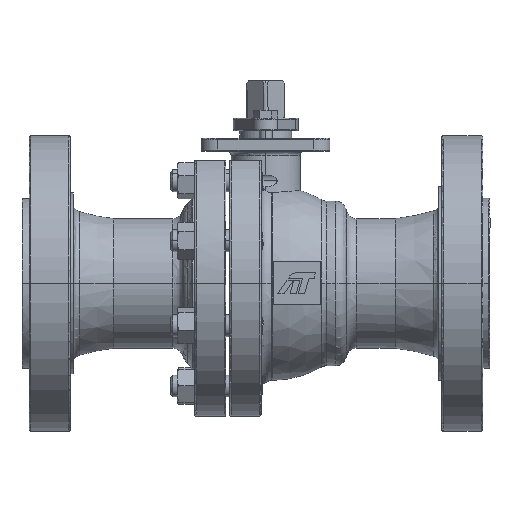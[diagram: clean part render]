
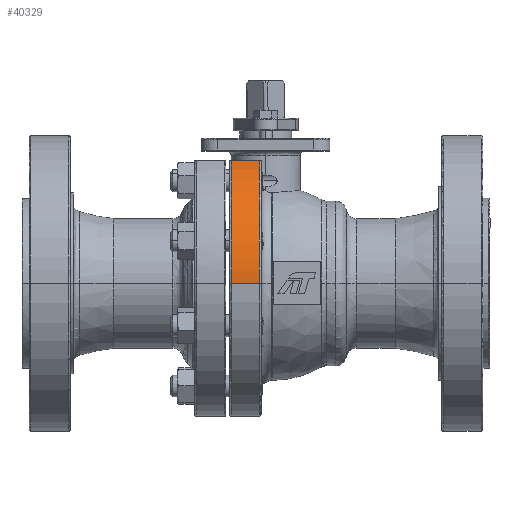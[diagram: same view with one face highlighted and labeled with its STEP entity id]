
A CAD part, top view. The second image highlights one B-rep face of the part: STEP entity #40329.
In plain terms, the highlighted cylindrical face has radius 122.5 mm (diameter 245 mm), a partial arc.
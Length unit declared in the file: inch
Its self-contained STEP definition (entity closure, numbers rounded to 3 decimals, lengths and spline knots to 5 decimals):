
#789 = CARTESIAN_POINT ( 'NONE',  ( -0.22835, 4.45472, 1.84802 ) ) ;
#1002 = AXIS2_PLACEMENT_3D ( 'NONE', #9449, #45188, #37428 ) ;
#1062 = CARTESIAN_POINT ( 'NONE',  ( -1.25197, 0., 4.82283 ) ) ;
#1227 = EDGE_CURVE ( 'NONE', #31714, #11693, #45860, .T. ) ;
#1258 = CARTESIAN_POINT ( 'NONE',  ( -0.22835, 1.62583, 4.54669 ) ) ;
#3382 = CARTESIAN_POINT ( 'NONE',  ( -1.25197, 3.06223, 3.73343 ) ) ;
#3903 = CARTESIAN_POINT ( 'NONE',  ( -0.56955, 0., 4.82283 ) ) ;
#5015 = CARTESIAN_POINT ( 'NONE',  ( -0.91076, 4.45472, 1.84802 ) ) ;
#5030 = CARTESIAN_POINT ( 'NONE',  ( -0.22835, 3.06223, 3.73343 ) ) ;
#5907 = CARTESIAN_POINT ( 'NONE',  ( -1.25197, 4.45472, 1.84802 ) ) ;
#6207 = CARTESIAN_POINT ( 'NONE',  ( -1.25197, 0.23663, 4.82283 ) ) ;
#7828 = B_SPLINE_CURVE_WITH_KNOTS ( 'NONE', 3,
 ( #22823, #30141, #44961, #12037, #22602, #8758, #19503, #5030, #26823, #19738, #41176, #23280, #1258, #12719, #37655, #15561, #27063, #41412 ),
 .UNSPECIFIED., .F., .F.,
 ( 4, 2, 2, 2, 2, 2, 2, 2, 4 ),
 ( 0., 0.125, 0.25, 0.375, 0.5, 0.625, 0.75, 0.875, 1. ),
 .UNSPECIFIED. ) ;
#8758 = CARTESIAN_POINT ( 'NONE',  ( -0.22835, 3.57667, 3.24394 ) ) ;
#9449 = CARTESIAN_POINT ( 'NONE',  ( 0., 0., 0. ) ) ;
#9947 = CARTESIAN_POINT ( 'NONE',  ( -1.25197, 0.94141, 4.73598 ) ) ;
#9981 = ORIENTED_EDGE ( 'NONE', *, *, #23555, .F. ) ;
#11693 = VERTEX_POINT ( 'NONE', #5907 ) ;
#12037 = CARTESIAN_POINT ( 'NONE',  ( -0.22835, 4.01377, 2.68429 ) ) ;
#12719 = CARTESIAN_POINT ( 'NONE',  ( -0.22835, 1.17292, 4.68401 ) ) ;
#12952 = CYLINDRICAL_SURFACE ( 'NONE', #1002, 4.82283 ) ;
#13214 = CARTESIAN_POINT ( 'NONE',  ( -1.25197, 1.62583, 4.54669 ) ) ;
#13445 = CARTESIAN_POINT ( 'NONE',  ( -1.25197, 2.27508, 4.25908 ) ) ;
#13679 = CARTESIAN_POINT ( 'NONE',  ( -1.25197, 4.01377, 2.68429 ) ) ;
#14696 = CARTESIAN_POINT ( 'NONE',  ( -0.22835, 4.45472, 1.84802 ) ) ;
#15561 = CARTESIAN_POINT ( 'NONE',  ( -0.22835, 0.47326, 4.80539 ) ) ;
#16973 = CARTESIAN_POINT ( 'NONE',  ( -1.25197, 4.36405, 2.06659 ) ) ;
#17660 = CARTESIAN_POINT ( 'NONE',  ( -1.25197, 0.47326, 4.80539 ) ) ;
#18147 = VERTEX_POINT ( 'NONE', #30453 ) ;
#19503 = CARTESIAN_POINT ( 'NONE',  ( -0.22835, 3.413, 3.41572 ) ) ;
#19738 = CARTESIAN_POINT ( 'NONE',  ( -0.22835, 2.48156, 4.14217 ) ) ;
#20407 = EDGE_CURVE ( 'NONE', #11693, #18147, #39723, .T. ) ;
#20692 = CARTESIAN_POINT ( 'NONE',  ( -1.25197, 4.25726, 2.27847 ) ) ;
#22351 = CARTESIAN_POINT ( 'NONE',  ( -1.25197, 4.45472, 1.84802 ) ) ;
#22602 = CARTESIAN_POINT ( 'NONE',  ( -0.22835, 3.87706, 2.87822 ) ) ;
#22823 = CARTESIAN_POINT ( 'NONE',  ( -0.22835, 4.45472, 1.84802 ) ) ;
#23280 = CARTESIAN_POINT ( 'NONE',  ( -0.22835, 1.84721, 4.46134 ) ) ;
#23555 = EDGE_CURVE ( 'NONE', #31714, #30709, #7828, .T. ) ;
#23768 = CARTESIAN_POINT ( 'NONE',  ( -1.25197, 1.17292, 4.68401 ) ) ;
#24472 = CARTESIAN_POINT ( 'NONE',  ( -1.25197, 4.45472, 1.84802 ) ) ;
#24716 = CARTESIAN_POINT ( 'NONE',  ( -1.25197, 1.84721, 4.46134 ) ) ;
#24918 = EDGE_LOOP ( 'NONE', ( #45429, #46317, #39919, #9981 ) ) ;
#26805 = CARTESIAN_POINT ( 'NONE',  ( -0.56955, 4.45472, 1.84802 ) ) ;
#26823 = CARTESIAN_POINT ( 'NONE',  ( -0.22835, 2.87513, 3.87935 ) ) ;
#27063 = CARTESIAN_POINT ( 'NONE',  ( -0.22835, 0.23663, 4.82283 ) ) ;
#27409 = B_SPLINE_CURVE_WITH_KNOTS ( 'NONE', 3,
 ( #37015, #3903, #33275, #1062 ),
 .UNSPECIFIED., .F., .F.,
 ( 4, 4 ),
 ( 0., 1. ),
 .UNSPECIFIED. ) ;
#28025 = CARTESIAN_POINT ( 'NONE',  ( -1.25197, 3.87706, 2.87822 ) ) ;
#28230 = CARTESIAN_POINT ( 'NONE',  ( -0.22835, 0., 4.82283 ) ) ;
#28257 = CARTESIAN_POINT ( 'NONE',  ( -1.25197, 3.413, 3.41572 ) ) ;
#30141 = CARTESIAN_POINT ( 'NONE',  ( -0.22835, 4.36405, 2.06659 ) ) ;
#30453 = CARTESIAN_POINT ( 'NONE',  ( -1.25197, 0., 4.82283 ) ) ;
#30709 = VERTEX_POINT ( 'NONE', #28230 ) ;
#31714 = VERTEX_POINT ( 'NONE', #14696 ) ;
#32049 = CARTESIAN_POINT ( 'NONE',  ( -1.25197, 0., 4.82283 ) ) ;
#32531 = EDGE_CURVE ( 'NONE', #30709, #18147, #27409, .T. ) ;
#33275 = CARTESIAN_POINT ( 'NONE',  ( -0.91076, 0., 4.82283 ) ) ;
#34651 = CARTESIAN_POINT ( 'NONE',  ( -1.25197, 2.87513, 3.87935 ) ) ;
#37015 = CARTESIAN_POINT ( 'NONE',  ( -0.22835, 0., 4.82283 ) ) ;
#37428 = DIRECTION ( 'NONE',  ( 0., 0., 1. ) ) ;
#37655 = CARTESIAN_POINT ( 'NONE',  ( -0.22835, 0.94141, 4.73598 ) ) ;
#38388 = CARTESIAN_POINT ( 'NONE',  ( -1.25197, 2.48156, 4.14217 ) ) ;
#38857 = CARTESIAN_POINT ( 'NONE',  ( -1.25197, 3.57667, 3.24394 ) ) ;
#39723 = B_SPLINE_CURVE_WITH_KNOTS ( 'NONE', 3,
 ( #24472, #16973, #20692, #13679, #28025, #38857, #28257, #3382, #34651, #38388, #13445, #24716, #13214, #23768, #9947, #17660, #6207, #32049 ),
 .UNSPECIFIED., .F., .F.,
 ( 4, 2, 2, 2, 2, 2, 2, 2, 4 ),
 ( 0., 0.125, 0.25, 0.375, 0.5, 0.625, 0.75, 0.875, 1. ),
 .UNSPECIFIED. ) ;
#39919 = ORIENTED_EDGE ( 'NONE', *, *, #32531, .F. ) ;
#40329 = ADVANCED_FACE ( 'NONE', ( #41642 ), #12952, .T. ) ;
#41176 = CARTESIAN_POINT ( 'NONE',  ( -0.22835, 2.27508, 4.25908 ) ) ;
#41412 = CARTESIAN_POINT ( 'NONE',  ( -0.22835, 0., 4.82283 ) ) ;
#41642 = FACE_OUTER_BOUND ( 'NONE', #24918, .T. ) ;
#44961 = CARTESIAN_POINT ( 'NONE',  ( -0.22835, 4.25726, 2.27847 ) ) ;
#45188 = DIRECTION ( 'NONE',  ( -1., 0., 0. ) ) ;
#45429 = ORIENTED_EDGE ( 'NONE', *, *, #1227, .T. ) ;
#45860 = B_SPLINE_CURVE_WITH_KNOTS ( 'NONE', 3,
 ( #789, #26805, #5015, #22351 ),
 .UNSPECIFIED., .F., .F.,
 ( 4, 4 ),
 ( 0., 1. ),
 .UNSPECIFIED. ) ;
#46317 = ORIENTED_EDGE ( 'NONE', *, *, #20407, .T. ) ;
